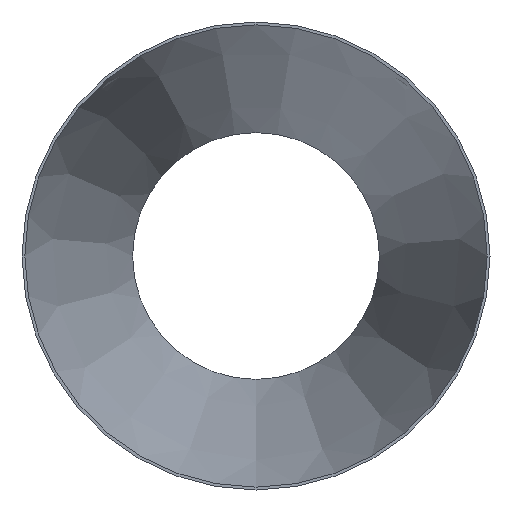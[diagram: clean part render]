
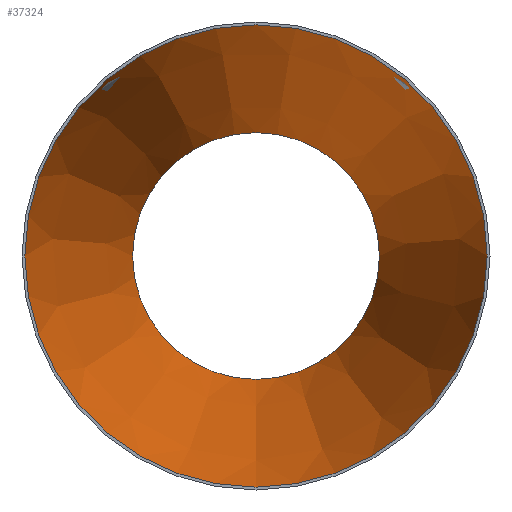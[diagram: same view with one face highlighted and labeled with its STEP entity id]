
A CAD part, front view. The second image highlights one B-rep face of the part: STEP entity #37324.
In plain terms, the highlighted conical face has half-angle 12.916 degrees and reference radius 249.922 mm.
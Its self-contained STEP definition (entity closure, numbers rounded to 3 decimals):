
#1395 = CONICAL_SURFACE ( 'NONE', #28352, 249.922, 0.225 ) ;
#1495 = AXIS2_PLACEMENT_3D ( 'NONE', #6208, #24024, #9587 ) ;
#2752 = ORIENTED_EDGE ( 'NONE', *, *, #34725, .F. ) ;
#4553 = CIRCLE ( 'NONE', #1495, 249.922 ) ;
#4731 = DIRECTION ( 'NONE',  ( 0., -1., 0. ) ) ;
#6208 = CARTESIAN_POINT ( 'NONE',  ( 0., 0., 0. ) ) ;
#9587 = DIRECTION ( 'NONE',  ( 0., 0., -1. ) ) ;
#11944 = DIRECTION ( 'NONE',  ( 0., -1., 0. ) ) ;
#15331 = FACE_BOUND ( 'NONE', #38959, .T. ) ;
#16940 = CARTESIAN_POINT ( 'NONE',  ( 0., 0., -249.922 ) ) ;
#19407 = DIRECTION ( 'NONE',  ( 0., 0., -1. ) ) ;
#21318 = CIRCLE ( 'NONE', #22113, 133.422 ) ;
#22113 = AXIS2_PLACEMENT_3D ( 'NONE', #33654, #11944, #30019 ) ;
#23656 = VERTEX_POINT ( 'NONE', #16940 ) ;
#24024 = DIRECTION ( 'NONE',  ( 0., -1., 0. ) ) ;
#26845 = EDGE_LOOP ( 'NONE', ( #34339 ) ) ;
#27289 = CARTESIAN_POINT ( 'NONE',  ( 0., 508., -133.422 ) ) ;
#28352 = AXIS2_PLACEMENT_3D ( 'NONE', #45457, #4731, #19407 ) ;
#30019 = DIRECTION ( 'NONE',  ( 0., 0., -1. ) ) ;
#33654 = CARTESIAN_POINT ( 'NONE',  ( 0., 508., 0. ) ) ;
#34339 = ORIENTED_EDGE ( 'NONE', *, *, #47111, .T. ) ;
#34725 = EDGE_CURVE ( 'NONE', #38639, #38639, #21318, .T. ) ;
#37324 = ADVANCED_FACE ( 'NONE', ( #15331, #37997 ), #1395, .F. ) ;
#37997 = FACE_OUTER_BOUND ( 'NONE', #26845, .T. ) ;
#38639 = VERTEX_POINT ( 'NONE', #27289 ) ;
#38959 = EDGE_LOOP ( 'NONE', ( #2752 ) ) ;
#45457 = CARTESIAN_POINT ( 'NONE',  ( 0., 0., 0. ) ) ;
#47111 = EDGE_CURVE ( 'NONE', #23656, #23656, #4553, .T. ) ;
